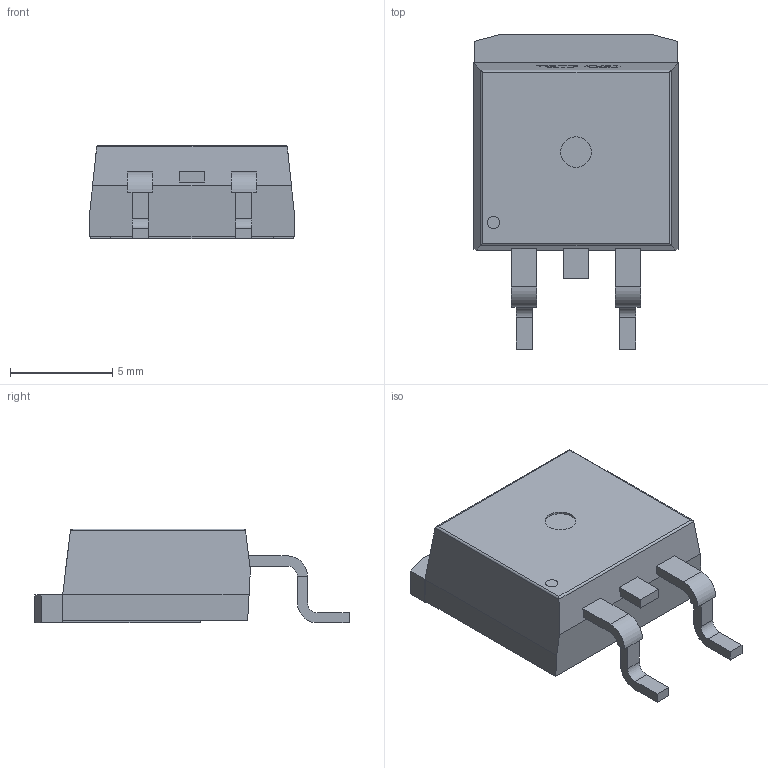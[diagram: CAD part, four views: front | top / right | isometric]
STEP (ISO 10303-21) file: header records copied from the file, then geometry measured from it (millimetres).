
FILE_DESCRIPTION (( 'STEP AP214' ), '1' );
FILE_NAME ('TO-263-3_L10.2-W9.2-P5.08-LS15.4-BR.step', '2022-08-01T13:05:57', ( '' ), ( '' ), 'SwSTEP 2.0', 'SolidWorks 2020', '' );
FILE_SCHEMA (( 'AUTOMOTIVE_DESIGN' ));
Length unit declared in the file: millimetre
Products named in the file (1): TO-263-3_L10.2-W9.2-P5.08-LS15.4-BR
Bounding box: 10 x 15.4 x 4.6 mm (x, y, z)
Volume: 425.1 mm3; surface area: 419.7 mm2
Topology: 1 solids, 1 shells, 301 faces, 812 edges, 538 vertices
Faces by surface type: plane 184, bspline 98, cylinder 19
Entity records: 13213 total; most frequent: CARTESIAN_POINT 2982, ORIENTED_EDGE 1624, DIRECTION 1042, EDGE_CURVE 812, VECTOR 574, LINE 574, VERTEX_POINT 538, EDGE_LOOP 326
